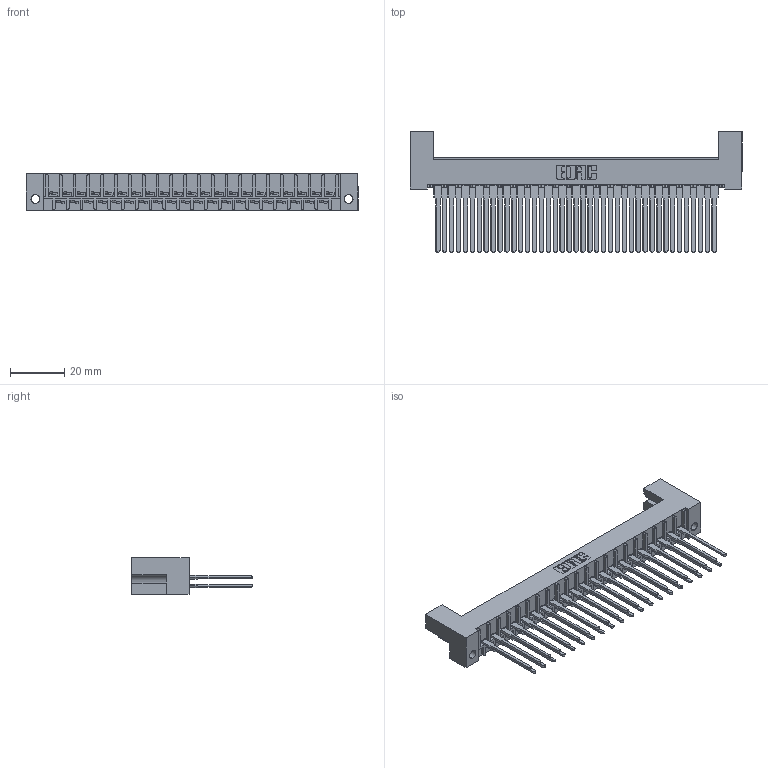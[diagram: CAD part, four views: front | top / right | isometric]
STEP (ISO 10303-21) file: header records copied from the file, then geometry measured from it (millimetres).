
FILE_DESCRIPTION (( 'STEP AP203' ), '1' );
FILE_NAME ('408-041-542-212.STEP', '2019-11-04T19:38:39', ( '' ), ( '' ), 'SwSTEP 2.0', 'SolidWorks 2016', '' );
FILE_SCHEMA (( 'CONFIG_CONTROL_DESIGN' ));
Length unit declared in the file: inch
Products named in the file (3): 408-041-542-212; 408-290-001_408-290-142; 408 Part_041 - 2
Assembly tree (42 placements, depth 2):
  408-041-542-212
    408 Part_041 - 2
    408-290-001_408-290-142  x41
Bounding box: 122.07 x 44.25 x 13.49 mm (x, y, z)
Volume: 15960 mm3; surface area: 21449.1 mm2
Topology: 42 solids, 42 shells, 2312 faces, 6334 edges, 4112 vertices
Faces by surface type: plane 1729, cylinder 419, bspline 164
Entity records: 30511 total; most frequent: CARTESIAN_POINT 5259, ORIENTED_EDGE 5148, DIRECTION 4670, EDGE_CURVE 2574, LINE 2296, VECTOR 2296, VERTEX_POINT 1712, AXIS2_PLACEMENT_3D 1187
